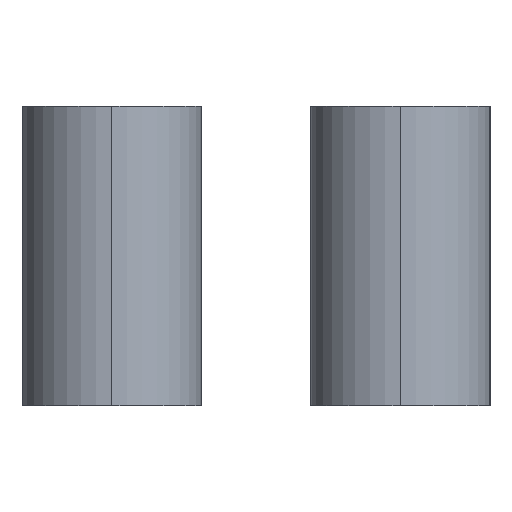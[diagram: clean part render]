
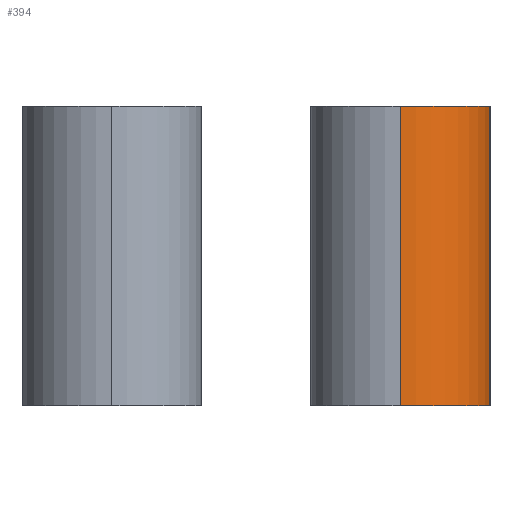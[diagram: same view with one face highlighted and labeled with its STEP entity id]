
A CAD part, left-side view. The second image highlights one B-rep face of the part: STEP entity #394.
In plain terms, the highlighted cylindrical face has radius 3 mm (diameter 6 mm), a partial arc.
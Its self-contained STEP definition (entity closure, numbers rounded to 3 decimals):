
#7 = CARTESIAN_POINT ( 'NONE',  ( -28., -4.825, 10. ) ) ;
#22 = ORIENTED_EDGE ( 'NONE', *, *, #413, .T. ) ;
#45 = DIRECTION ( 'NONE',  ( 0., 0., 1. ) ) ;
#60 = CIRCLE ( 'NONE', #483, 3. ) ;
#82 = CARTESIAN_POINT ( 'NONE',  ( -25., -4.825, 0. ) ) ;
#133 = VERTEX_POINT ( 'NONE', #354 ) ;
#136 = CYLINDRICAL_SURFACE ( 'NONE', #280, 3. ) ;
#140 = FACE_OUTER_BOUND ( 'NONE', #349, .T. ) ;
#156 = ORIENTED_EDGE ( 'NONE', *, *, #262, .F. ) ;
#200 = DIRECTION ( 'NONE',  ( 1., 0., 0. ) ) ;
#210 = DIRECTION ( 'NONE',  ( 1., 0., 0. ) ) ;
#250 = DIRECTION ( 'NONE',  ( 0., 0., 1. ) ) ;
#256 = EDGE_CURVE ( 'NONE', #133, #465, #328, .T. ) ;
#262 = EDGE_CURVE ( 'NONE', #550, #133, #495, .T. ) ;
#267 = CARTESIAN_POINT ( 'NONE',  ( -28., -4.825, 10. ) ) ;
#280 = AXIS2_PLACEMENT_3D ( 'NONE', #426, #417, #360 ) ;
#296 = EDGE_CURVE ( 'NONE', #550, #532, #725, .T. ) ;
#306 = VECTOR ( 'NONE', #722, 1000. ) ;
#328 = LINE ( 'NONE', #384, #705 ) ;
#338 = CARTESIAN_POINT ( 'NONE',  ( -28., -4.825, 0. ) ) ;
#349 = EDGE_LOOP ( 'NONE', ( #470, #156, #691, #22 ) ) ;
#354 = CARTESIAN_POINT ( 'NONE',  ( -22., -4.825, 10. ) ) ;
#360 = DIRECTION ( 'NONE',  ( -1., 0., 0. ) ) ;
#380 = DIRECTION ( 'NONE',  ( 0., 0., -1. ) ) ;
#384 = CARTESIAN_POINT ( 'NONE',  ( -22., -4.825, 10. ) ) ;
#394 = ADVANCED_FACE ( 'NONE', ( #140 ), #136, .T. ) ;
#413 = EDGE_CURVE ( 'NONE', #532, #465, #60, .T. ) ;
#417 = DIRECTION ( 'NONE',  ( 0., 0., -1. ) ) ;
#426 = CARTESIAN_POINT ( 'NONE',  ( -25., -4.825, 10. ) ) ;
#465 = VERTEX_POINT ( 'NONE', #575 ) ;
#470 = ORIENTED_EDGE ( 'NONE', *, *, #256, .F. ) ;
#483 = AXIS2_PLACEMENT_3D ( 'NONE', #82, #250, #200 ) ;
#495 = CIRCLE ( 'NONE', #580, 3. ) ;
#508 = CARTESIAN_POINT ( 'NONE',  ( -25., -4.825, 10. ) ) ;
#532 = VERTEX_POINT ( 'NONE', #338 ) ;
#550 = VERTEX_POINT ( 'NONE', #7 ) ;
#575 = CARTESIAN_POINT ( 'NONE',  ( -22., -4.825, 0. ) ) ;
#580 = AXIS2_PLACEMENT_3D ( 'NONE', #508, #45, #210 ) ;
#691 = ORIENTED_EDGE ( 'NONE', *, *, #296, .T. ) ;
#705 = VECTOR ( 'NONE', #380, 1000. ) ;
#722 = DIRECTION ( 'NONE',  ( 0., 0., -1. ) ) ;
#725 = LINE ( 'NONE', #267, #306 ) ;
